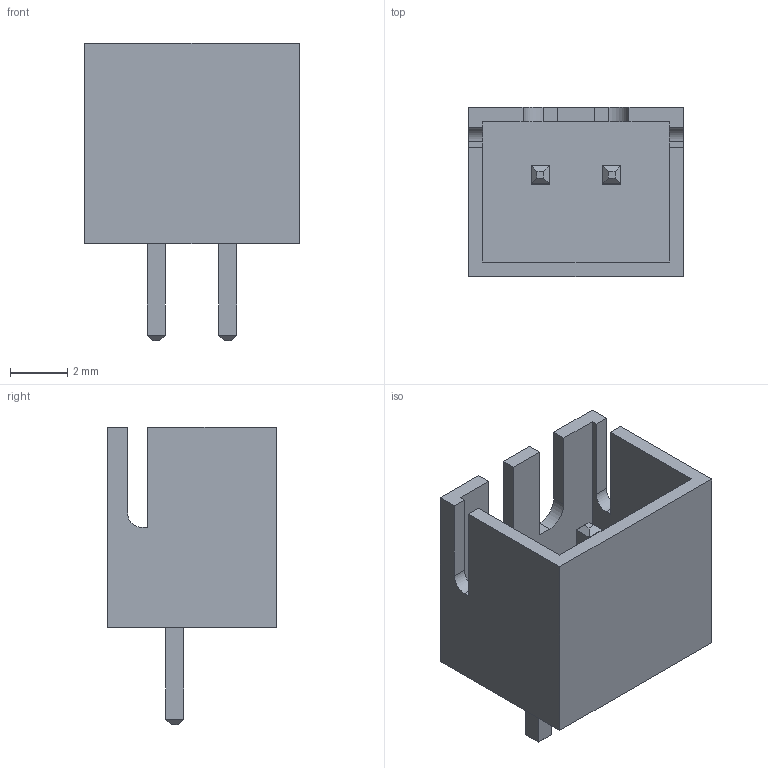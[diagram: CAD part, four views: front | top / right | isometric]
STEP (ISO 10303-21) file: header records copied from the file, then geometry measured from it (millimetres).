
FILE_DESCRIPTION(/* description */ (''),/* implementation_level */ '2;1');
FILE_NAME(/* name */ 'JST B2B-XH-A Through-hole type shrouded header.step',/* time_stamp */ '2018-10-24T13:10:06+11:00',/* author */ ('julius.neudecker'),/* organization */ (''),/* preprocessor_version */ 'ST-DEVELOPER v17.2',/* originating_system */ 'Autodesk Translation Framework v7.6.0.251',/* authorisation */ '');
FILE_SCHEMA (('AUTOMOTIVE_DESIGN { 1 0 10303 214 3 1 1 }'));
Length unit declared in the file: millimetre
Products named in the file (1): JST-XH-2.5mm rectangle connectors straight
Bounding box: 7.5 x 5.9 x 10.4 mm (x, y, z)
Volume: 102.1 mm3; surface area: 448.1 mm2
Topology: 1 solids, 1 shells, 66 faces, 164 edges, 104 vertices
Faces by surface type: plane 62, cylinder 4
Entity records: 1948 total; most frequent: CARTESIAN_POINT 335, ORIENTED_EDGE 328, DIRECTION 306, EDGE_CURVE 164, LINE 156, VECTOR 156, VERTEX_POINT 104, AXIS2_PLACEMENT_3D 75
